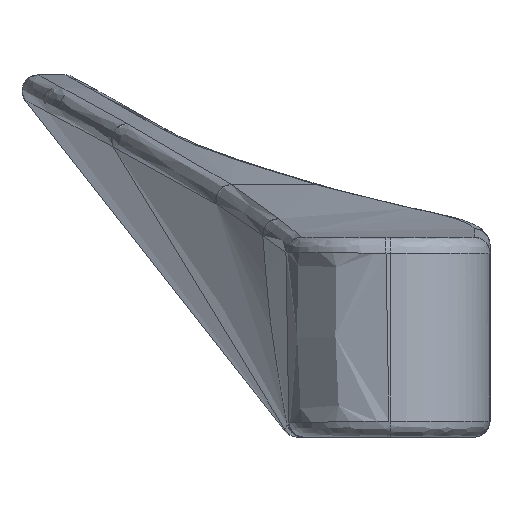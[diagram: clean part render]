
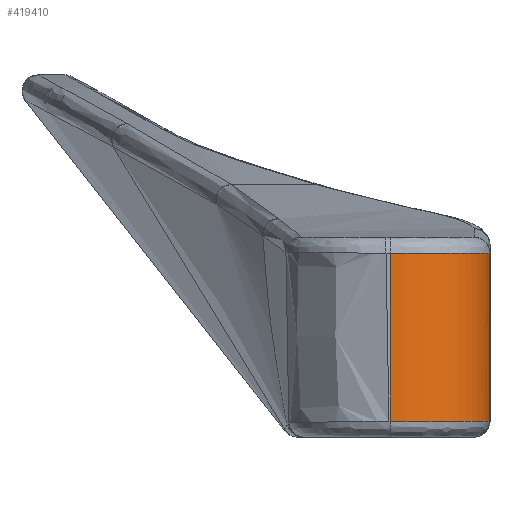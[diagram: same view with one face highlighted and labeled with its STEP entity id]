
A CAD part, left-side view. The second image highlights one B-rep face of the part: STEP entity #419410.
In plain terms, the highlighted cylindrical face has radius 5 mm (diameter 10 mm), a partial arc.
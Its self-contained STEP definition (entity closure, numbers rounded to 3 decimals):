
#393000=CARTESIAN_POINT('',(-92.4,-5.,9.2));
#393010=VERTEX_POINT('',#393000);
#393100=CARTESIAN_POINT('',(-87.4,-10.,9.2));
#393110=VERTEX_POINT('',#393100);
#393140=CARTESIAN_POINT('',(-92.4,-5.,9.2));
#393150=CARTESIAN_POINT('',(-92.4,-5.041,
9.2));
#393160=CARTESIAN_POINT('',(-92.399,-5.082,
9.2));
#393170=CARTESIAN_POINT('',(-92.381,-5.824,
9.2));
#393180=CARTESIAN_POINT('',(-92.217,-6.522,
9.2));
#393190=CARTESIAN_POINT('',(-91.658,-7.682,
9.2));
#393200=CARTESIAN_POINT('',(-91.328,-8.143,
9.2));
#393210=CARTESIAN_POINT('',(-90.277,-9.194,
9.2));
#393220=CARTESIAN_POINT('',(-89.441,-9.663,
9.2));
#393230=CARTESIAN_POINT('',(-88.185,-9.949,
9.2));
#393240=CARTESIAN_POINT('',(-87.853,-9.99,
9.2));
#393250=CARTESIAN_POINT('',(-87.482,-10.,
9.2));
#393260=CARTESIAN_POINT('',(-87.441,-10.,9.2));
#393270=CARTESIAN_POINT('',(-87.4,-10.,9.2));
#393280=B_SPLINE_CURVE_WITH_KNOTS('',3,(#393140,#393150,#393160,#393170,
#393180,#393190,#393200,#393210,#393220,#393230,#393240,#393250,#393260,
#393270),.UNSPECIFIED.,.F.,.F.,(4,2,2,2,2,2,4),(0.,0.116,
2.092,3.657,6.275,7.2,
7.315),.UNSPECIFIED.);
#393290=EDGE_CURVE('',#393010,#393110,#393280,.T.);
#418230=CARTESIAN_POINT('',(-87.4,-10.,0.8));
#418240=VERTEX_POINT('',#418230);
#418980=CARTESIAN_POINT('',(-92.4,-5.,
0.8));
#418990=VERTEX_POINT('',#418980);
#419020=CARTESIAN_POINT('',(-92.336,-4.203,
0.8));
#419030=CARTESIAN_POINT('',(-92.497,-5.202,
0.8));
#419040=CARTESIAN_POINT('',(-92.353,-6.238,
0.8));
#419050=CARTESIAN_POINT('',(-91.658,-7.682,
0.8));
#419060=CARTESIAN_POINT('',(-91.329,-8.142,
0.8));
#419070=CARTESIAN_POINT('',(-90.278,-9.193,
0.8));
#419080=CARTESIAN_POINT('',(-89.441,-9.663,
0.8));
#419090=CARTESIAN_POINT('',(-88.185,-9.949,
0.8));
#419100=CARTESIAN_POINT('',(-87.853,-9.99,
0.8));
#419110=CARTESIAN_POINT('',(-87.482,-10.,
0.8));
#419120=CARTESIAN_POINT('',(-87.441,-10.,0.8));
#419130=CARTESIAN_POINT('',(-87.4,-10.,0.8));
#419140=B_SPLINE_CURVE_WITH_KNOTS('',3,(#419020,#419030,#419040,#419050,
#419060,#419070,#419080,#419090,#419100,#419110,#419120,#419130),
.UNSPECIFIED.,.F.,.F.,(4,2,2,2,2,4),(13.891,16.734,
18.299,20.917,21.842,21.957),
.UNSPECIFIED.);
#419150=EDGE_CURVE('',#418990,#418240,#419140,.T.);
#419200=CARTESIAN_POINT('',(-87.4,-5.,0.));
#419210=DIRECTION('',(0.,0.,1.));
#419220=DIRECTION('',(1.,0.,0.));
#419230=AXIS2_PLACEMENT_3D('',#419200,#419210,#419220);
#419240=CYLINDRICAL_SURFACE('',#419230,5.);
#419250=CARTESIAN_POINT('',(-87.4,-10.,0.));
#419260=DIRECTION('',(0.,0.,1.));
#419270=VECTOR('',#419260,1.);
#419280=LINE('',#419250,#419270);
#419290=EDGE_CURVE('',#418240,#393110,#419280,.T.);
#419300=ORIENTED_EDGE('',*,*,#419290,.T.);
#419310=ORIENTED_EDGE('',*,*,#419150,.T.);
#419320=CARTESIAN_POINT('',(-92.4,-5.,0.));
#419330=DIRECTION('',(0.,0.,1.));
#419340=VECTOR('',#419330,1.);
#419350=LINE('',#419320,#419340);
#419360=EDGE_CURVE('',#418990,#393010,#419350,.T.);
#419370=ORIENTED_EDGE('',*,*,#419360,.F.);
#419380=ORIENTED_EDGE('',*,*,#393290,.F.);
#419390=EDGE_LOOP('',(#419380,#419370,#419310,#419300));
#419400=FACE_OUTER_BOUND('',#419390,.T.);
#419410=ADVANCED_FACE('',(#419400),#419240,.T.);
